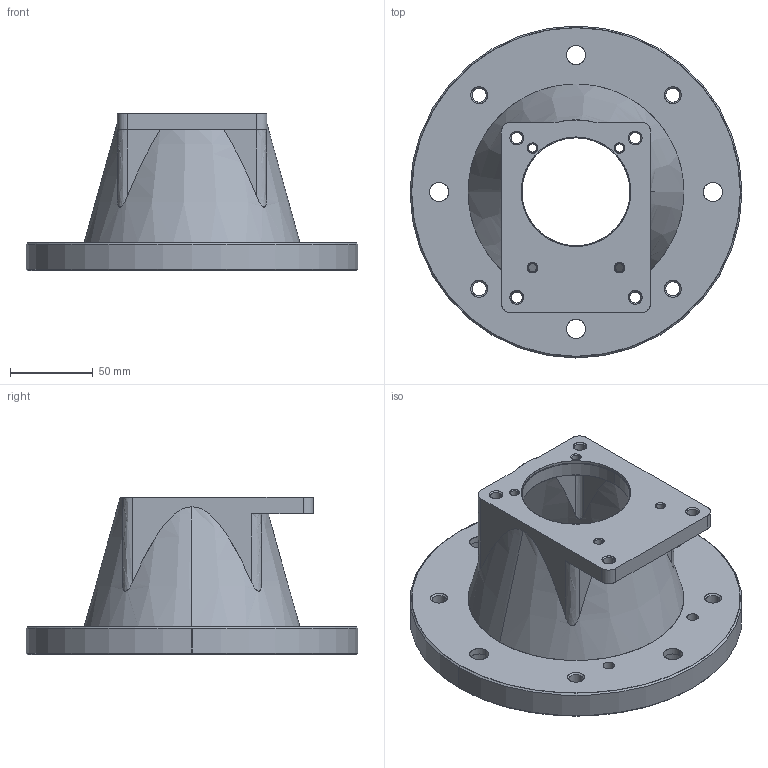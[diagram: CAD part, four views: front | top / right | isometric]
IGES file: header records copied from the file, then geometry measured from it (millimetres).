
Start section: SolidWorks IGES file using analytic representation for surfaces
Global section: file name: 30204200.igs; native system: SolidWorks 2012; preprocessor: SolidWorks 2012; author: serviziopdm; date: 140527.143736; units: millimetre
Bounding box: 200 x 200 x 95 mm (x, y, z)
Surface area: 128439.1 mm2 (no closed solid volume)
Topology: 0 solids, 0 shells, 122 faces, 2956 edges, 2956 vertices
Faces by surface type: revolution 96, bspline 26
